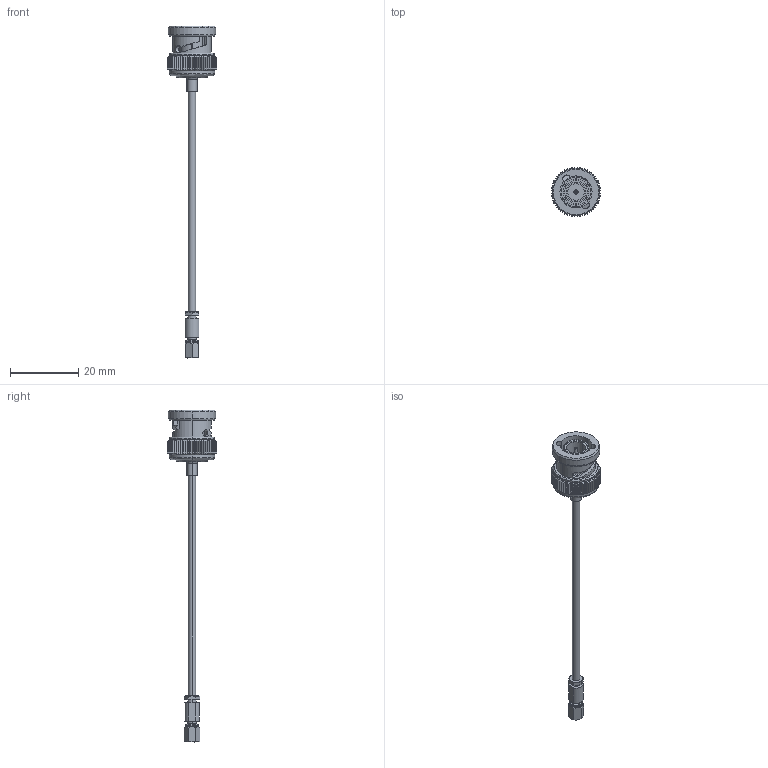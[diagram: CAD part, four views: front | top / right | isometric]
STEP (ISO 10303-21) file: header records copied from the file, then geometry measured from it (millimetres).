
FILE_DESCRIPTION (( 'STEP AP214' ), '1' );
FILE_NAME ('PE3C4450.step', '2020-04-20T16:08:05', ( '' ), ( '' ), 'SwSTEP 2.0', 'SolidWorks 2018', '' );
FILE_SCHEMA (( 'AUTOMOTIVE_DESIGN' ));
Length unit declared in the file: millimetre
Products named in the file (4): PE45365___; PE-SR405FL_3''''PE-SR405FL; PE4651; PE3C4450
Assembly tree (3 placements, depth 2):
  PE3C4450
    PE-SR405FL_3''''PE-SR405FL
    PE45365___
    PE4651
Bounding box: 14.46 x 14.46 x 97.41 mm (x, y, z)
Volume: 1846.5 mm3; surface area: 2898.9 mm2
Topology: 3 solids, 4 shells, 536 faces, 1231 edges, 720 vertices
Faces by surface type: plane 208, cone 163, cylinder 146, bspline 15, torus 4
Entity records: 17326 total; most frequent: CARTESIAN_POINT 5318, ORIENTED_EDGE 2462, DIRECTION 2381, EDGE_CURVE 1231, AXIS2_PLACEMENT_3D 977, VERTEX_POINT 720, EDGE_LOOP 559, FACE_OUTER_BOUND 536
